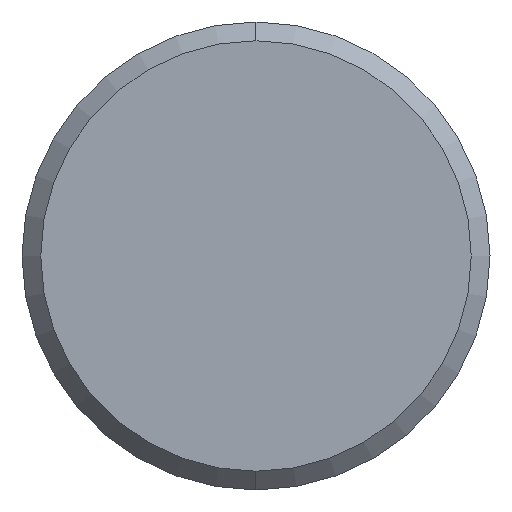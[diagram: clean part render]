
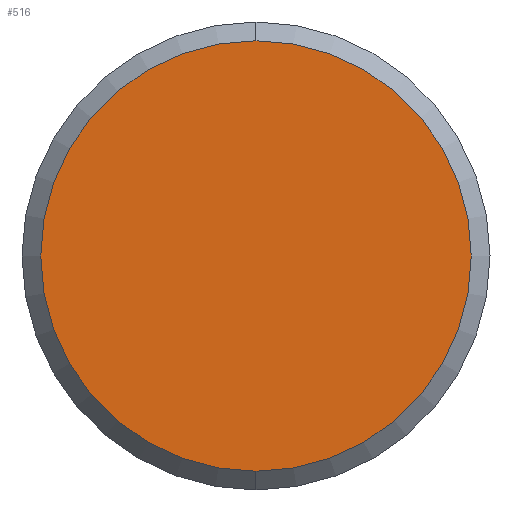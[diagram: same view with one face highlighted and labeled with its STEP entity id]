
A CAD part, left-side view. The second image highlights one B-rep face of the part: STEP entity #516.
In plain terms, the highlighted planar face has unit normal (-1, 0, 0).
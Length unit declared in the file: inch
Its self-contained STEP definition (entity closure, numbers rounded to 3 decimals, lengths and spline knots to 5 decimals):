
#17 = ORIENTED_EDGE ( 'NONE', *, *, #483, .T. ) ;
#101 = CARTESIAN_POINT ( 'NONE',  ( 0., 0., 0. ) ) ;
#202 = DIRECTION ( 'NONE',  ( 1., 0., 0. ) ) ;
#237 = AXIS2_PLACEMENT_3D ( 'NONE', #460, #202, #737 ) ;
#258 = FACE_OUTER_BOUND ( 'NONE', #359, .T. ) ;
#336 = VERTEX_POINT ( 'NONE', #576 ) ;
#359 = EDGE_LOOP ( 'NONE', ( #17, #597 ) ) ;
#373 = DIRECTION ( 'NONE',  ( 0., 0., 1. ) ) ;
#416 = CARTESIAN_POINT ( 'NONE',  ( 0., 0., 0. ) ) ;
#452 = DIRECTION ( 'NONE',  ( -1., 0., 0. ) ) ;
#460 = CARTESIAN_POINT ( 'NONE',  ( 0., 0., 0. ) ) ;
#464 = DIRECTION ( 'NONE',  ( -1., 0., 0. ) ) ;
#483 = EDGE_CURVE ( 'NONE', #884, #336, #498, .T. ) ;
#498 = CIRCLE ( 'NONE', #630, 0.17235 ) ;
#516 = ADVANCED_FACE ( 'NONE', ( #258 ), #537, .F. ) ;
#537 = PLANE ( 'NONE',  #237 ) ;
#545 = EDGE_CURVE ( 'NONE', #336, #884, #832, .T. ) ;
#546 = CARTESIAN_POINT ( 'NONE',  ( 0., 0., -0.17235 ) ) ;
#576 = CARTESIAN_POINT ( 'NONE',  ( 0., 0., 0.17235 ) ) ;
#597 = ORIENTED_EDGE ( 'NONE', *, *, #545, .T. ) ;
#630 = AXIS2_PLACEMENT_3D ( 'NONE', #101, #452, #373 ) ;
#680 = DIRECTION ( 'NONE',  ( 0., 0., 1. ) ) ;
#737 = DIRECTION ( 'NONE',  ( 0., 0., -1. ) ) ;
#832 = CIRCLE ( 'NONE', #893, 0.17235 ) ;
#884 = VERTEX_POINT ( 'NONE', #546 ) ;
#893 = AXIS2_PLACEMENT_3D ( 'NONE', #416, #464, #680 ) ;
